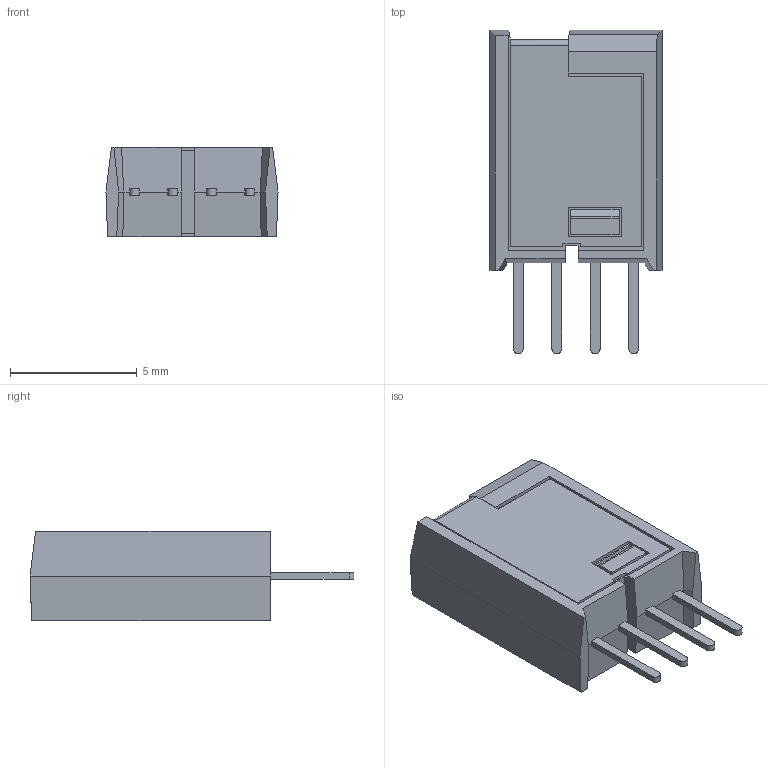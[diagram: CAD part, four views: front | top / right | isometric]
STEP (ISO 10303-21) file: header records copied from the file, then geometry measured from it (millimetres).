
FILE_DESCRIPTION(/* description */ (''),/* implementation_level */ '2;1');
FILE_NAME(/* name */ 'FVF4.520.stp',/* time_stamp */ '2024-03-19T13:41:14+08:00',/* author */ (''),/* organization */ (''),/* preprocessor_version */ 'ST-DEVELOPER v16.7',/* originating_system */ 'SIEMENS PLM Software NX 1942',/* authorisation */ '');
FILE_SCHEMA (('AUTOMOTIVE_DESIGN { 1 0 10303 214 3 1 1 1 }'));
Length unit declared in the file: millimetre
Products named in the file (1): 23021DBCCD48kmm9
Bounding box: 6.8 x 12.8 x 3.55 mm (x, y, z)
Volume: 209.8 mm3; surface area: 269.1 mm2
Topology: 1 solids, 1 shells, 112 faces, 328 edges, 222 vertices
Faces by surface type: plane 104, cylinder 8
Entity records: 3726 total; most frequent: CARTESIAN_POINT 729, ORIENTED_EDGE 656, DIRECTION 552, EDGE_CURVE 328, LINE 286, VECTOR 286, VERTEX_POINT 222, AXIS2_PLACEMENT_3D 133
